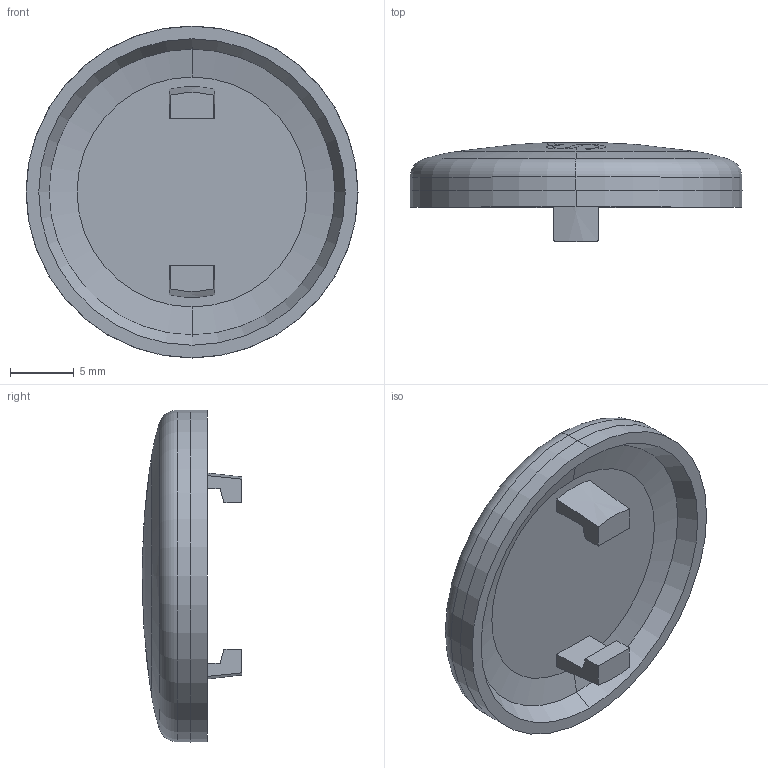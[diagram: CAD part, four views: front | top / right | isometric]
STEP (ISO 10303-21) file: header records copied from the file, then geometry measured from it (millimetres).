
FILE_DESCRIPTION((''),'2;1');
FILE_NAME('05-1103-0147_TASTE_RT-STOP','2023-10-12T13:24:44',('Beil'),(''),'CREO PARAMETRIC BY PTC INC, 2019030','CREO PARAMETRIC BY PTC INC, 2019030','');
FILE_SCHEMA(('CONFIG_CONTROL_DESIGN','SHAPE_APPEARANCE_LAYERS_GROUPS'));
Length unit declared in the file: millimetre
Products named in the file (1): 05-1103-0147_TASTE_RT-STOP
Bounding box: 26 x 7.8 x 26 mm (x, y, z)
Volume: 1613.8 mm3; surface area: 1486.8 mm2
Topology: 1 solids, 1 shells, 119 faces, 332 edges, 214 vertices
Faces by surface type: extrusion 64, plane 32, cone 10, sphere 9, bspline 2, torus 2
Entity records: 5548 total; most frequent: CARTESIAN_POINT 1602, ORIENTED_EDGE 654, DIRECTION 430, PRESENTATION_STYLE_ASSIGNMENT 333, STYLED_ITEM 328, CURVE_STYLE 327, EDGE_CURVE 327, VERTEX_POINT 214
